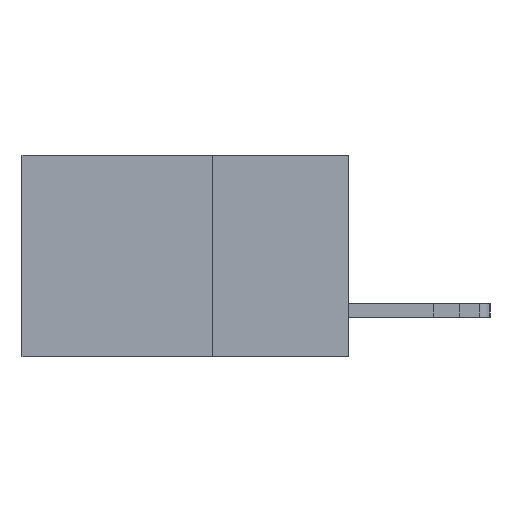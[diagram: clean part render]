
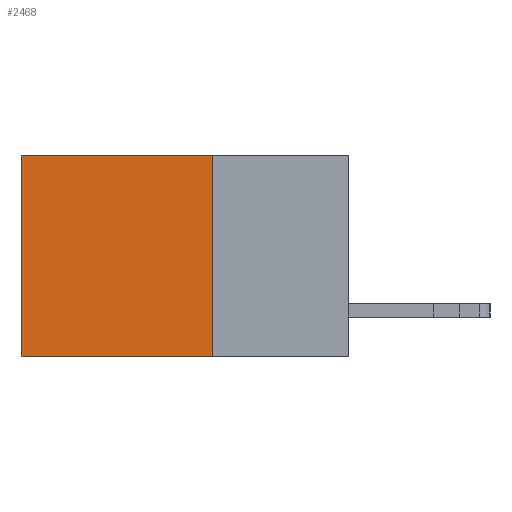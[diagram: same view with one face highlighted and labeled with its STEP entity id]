
A CAD part, left-side view. The second image highlights one B-rep face of the part: STEP entity #2468.
In plain terms, the highlighted planar face has unit normal (-1, 0, 0).
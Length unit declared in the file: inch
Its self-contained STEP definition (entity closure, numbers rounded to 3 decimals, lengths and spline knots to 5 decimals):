
#593 = CARTESIAN_POINT ( 'NONE',  ( 0.298, 0.6, -0.37 ) ) ;
#1495 = CARTESIAN_POINT ( 'NONE',  ( 0.298, 0.25, 0. ) ) ;
#1525 = EDGE_CURVE ( 'NONE', #14960, #5109, #4211, .T. ) ;
#1626 = EDGE_CURVE ( 'NONE', #4924, #8016, #19545, .T. ) ;
#1893 = EDGE_CURVE ( 'NONE', #5109, #8016, #5828, .T. ) ;
#2468 = ADVANCED_FACE ( 'NONE', ( #12099 ), #5566, .F. ) ;
#2571 = ORIENTED_EDGE ( 'NONE', *, *, #10375, .T. ) ;
#4211 = LINE ( 'NONE', #1495, #12659 ) ;
#4632 = DIRECTION ( 'NONE',  ( 0., 0., -1. ) ) ;
#4924 = VERTEX_POINT ( 'NONE', #5077 ) ;
#5077 = CARTESIAN_POINT ( 'NONE',  ( 0.298, 0.6, 0. ) ) ;
#5109 = VERTEX_POINT ( 'NONE', #12282 ) ;
#5547 = CARTESIAN_POINT ( 'NONE',  ( 0.298, 0.25, 0. ) ) ;
#5566 = PLANE ( 'NONE',  #11883 ) ;
#5828 = LINE ( 'NONE', #14767, #10333 ) ;
#6622 = VECTOR ( 'NONE', #13777, 39.37008 ) ;
#8016 = VERTEX_POINT ( 'NONE', #593 ) ;
#8686 = ORIENTED_EDGE ( 'NONE', *, *, #1893, .F. ) ;
#9209 = CARTESIAN_POINT ( 'NONE',  ( 0.298, 0.25, 0. ) ) ;
#10333 = VECTOR ( 'NONE', #12558, 39.37008 ) ;
#10375 = EDGE_CURVE ( 'NONE', #14960, #4924, #11631, .T. ) ;
#11607 = DIRECTION ( 'NONE',  ( 1., 0., 0. ) ) ;
#11631 = LINE ( 'NONE', #15391, #6622 ) ;
#11638 = DIRECTION ( 'NONE',  ( 0., 0., -1. ) ) ;
#11748 = DIRECTION ( 'NONE',  ( 0., 0., -1. ) ) ;
#11883 = AXIS2_PLACEMENT_3D ( 'NONE', #9209, #11607, #11748 ) ;
#12099 = FACE_OUTER_BOUND ( 'NONE', #12552, .T. ) ;
#12282 = CARTESIAN_POINT ( 'NONE',  ( 0.298, 0.25, -0.37 ) ) ;
#12552 = EDGE_LOOP ( 'NONE', ( #15367, #8686, #16851, #2571 ) ) ;
#12558 = DIRECTION ( 'NONE',  ( 0., 1., 0. ) ) ;
#12659 = VECTOR ( 'NONE', #4632, 39.37008 ) ;
#13777 = DIRECTION ( 'NONE',  ( 0., 1., 0. ) ) ;
#14436 = CARTESIAN_POINT ( 'NONE',  ( 0.298, 0.6, 0. ) ) ;
#14446 = VECTOR ( 'NONE', #11638, 39.37008 ) ;
#14767 = CARTESIAN_POINT ( 'NONE',  ( 0.298, 0.25, -0.37 ) ) ;
#14960 = VERTEX_POINT ( 'NONE', #5547 ) ;
#15367 = ORIENTED_EDGE ( 'NONE', *, *, #1626, .T. ) ;
#15391 = CARTESIAN_POINT ( 'NONE',  ( 0.298, 0.25, 0. ) ) ;
#16851 = ORIENTED_EDGE ( 'NONE', *, *, #1525, .F. ) ;
#19545 = LINE ( 'NONE', #14436, #14446 ) ;
